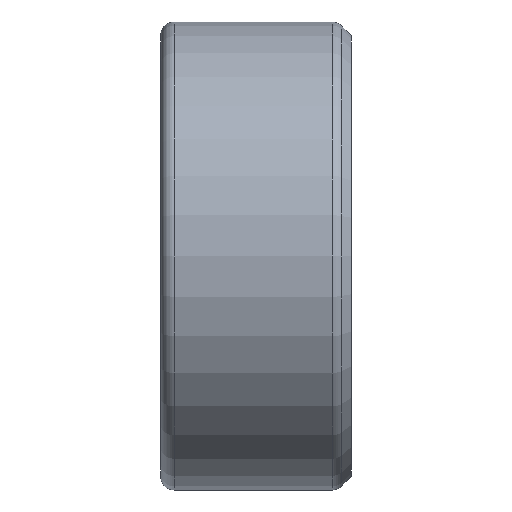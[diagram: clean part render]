
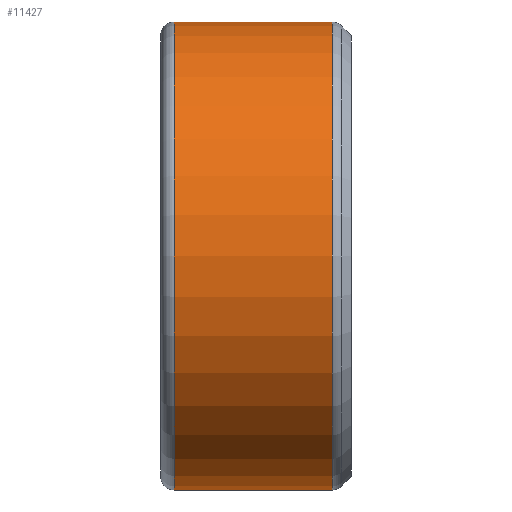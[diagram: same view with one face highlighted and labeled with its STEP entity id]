
A CAD part, left-side view. The second image highlights one B-rep face of the part: STEP entity #11427.
In plain terms, the highlighted cylindrical face has radius 35 mm (diameter 70 mm), a full revolution.
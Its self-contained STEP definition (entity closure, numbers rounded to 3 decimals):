
#886=CYLINDRICAL_SURFACE('',#12129,35.);
#1329=FACE_OUTER_BOUND('',#2007,.T.);
#2007=EDGE_LOOP('',(#7684,#7685,#7686,#7687,#7688,#7689));
#2705=LINE('',#16023,#3310);
#3310=VECTOR('',#13247,35.);
#3915=CIRCLE('',#12126,35.);
#3916=CIRCLE('',#12127,35.);
#3918=CIRCLE('',#12130,35.);
#3919=CIRCLE('',#12131,35.);
#4581=VERTEX_POINT('',#16013);
#4582=VERTEX_POINT('',#16015);
#4583=VERTEX_POINT('',#16020);
#4584=VERTEX_POINT('',#16021);
#5794=EDGE_CURVE('',#4581,#4582,#3915,.T.);
#5795=EDGE_CURVE('',#4582,#4581,#3916,.T.);
#5797=EDGE_CURVE('',#4583,#4584,#3918,.T.);
#5798=EDGE_CURVE('',#4583,#4582,#2705,.T.);
#5799=EDGE_CURVE('',#4584,#4583,#3919,.T.);
#7684=ORIENTED_EDGE('',*,*,#5797,.F.);
#7685=ORIENTED_EDGE('',*,*,#5798,.T.);
#7686=ORIENTED_EDGE('',*,*,#5794,.F.);
#7687=ORIENTED_EDGE('',*,*,#5795,.F.);
#7688=ORIENTED_EDGE('',*,*,#5798,.F.);
#7689=ORIENTED_EDGE('',*,*,#5799,.F.);
#11427=ADVANCED_FACE('',(#1329),#886,.T.);
#12126=AXIS2_PLACEMENT_3D('',#16016,#13237,#13238);
#12127=AXIS2_PLACEMENT_3D('',#16017,#13239,#13240);
#12129=AXIS2_PLACEMENT_3D('',#16019,#13243,#13244);
#12130=AXIS2_PLACEMENT_3D('',#16022,#13245,#13246);
#12131=AXIS2_PLACEMENT_3D('',#16024,#13248,#13249);
#13237=DIRECTION('center_axis',(0.,-1.,0.));
#13238=DIRECTION('ref_axis',(1.,0.,0.));
#13239=DIRECTION('center_axis',(0.,-1.,0.));
#13240=DIRECTION('ref_axis',(1.,0.,0.));
#13243=DIRECTION('center_axis',(0.,1.,0.));
#13244=DIRECTION('ref_axis',(1.,0.,0.));
#13245=DIRECTION('center_axis',(0.,1.,0.));
#13246=DIRECTION('ref_axis',(1.,0.,0.));
#13247=DIRECTION('',(0.,-1.,0.));
#13248=DIRECTION('center_axis',(0.,1.,0.));
#13249=DIRECTION('ref_axis',(1.,0.,0.));
#16013=CARTESIAN_POINT('',(0.,2.828,35.));
#16015=CARTESIAN_POINT('',(-35.,2.828,0.));
#16016=CARTESIAN_POINT('Origin',(0.,2.828,0.));
#16017=CARTESIAN_POINT('Origin',(0.,2.828,0.));
#16019=CARTESIAN_POINT('Origin',(0.,0.,0.));
#16020=CARTESIAN_POINT('',(-35.,26.5,0.));
#16021=CARTESIAN_POINT('',(0.,26.5,35.));
#16022=CARTESIAN_POINT('Origin',(0.,26.5,0.));
#16023=CARTESIAN_POINT('',(-35.,0.,0.));
#16024=CARTESIAN_POINT('Origin',(0.,26.5,0.));
